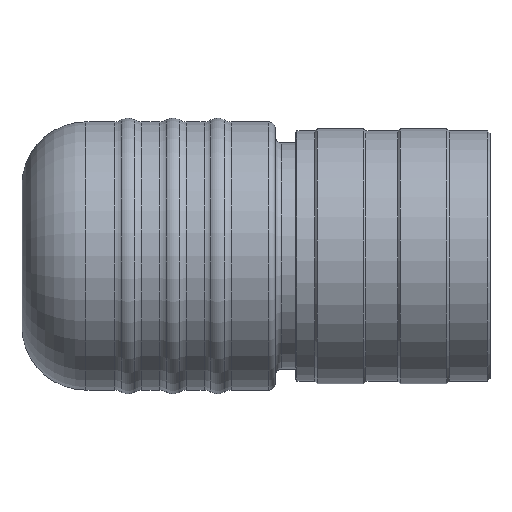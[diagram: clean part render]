
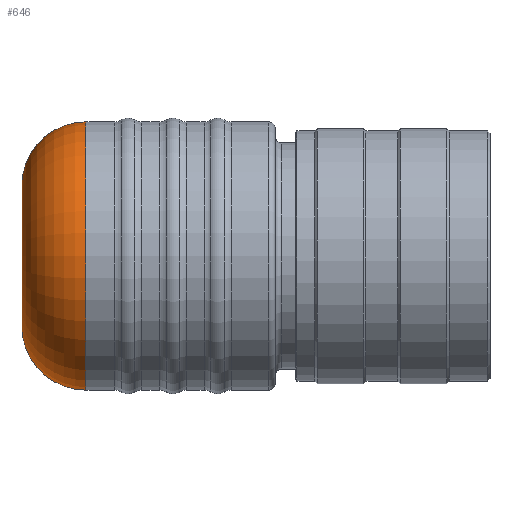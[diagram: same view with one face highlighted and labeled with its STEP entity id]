
A CAD part, top view. The second image highlights one B-rep face of the part: STEP entity #646.
In plain terms, the highlighted toroidal (fillet/blend) face has major radius 5.5 mm and minor radius 5 mm.
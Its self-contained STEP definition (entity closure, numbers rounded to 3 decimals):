
#125=TOROIDAL_SURFACE('',#2654,5.5,5.);
#254=FACE_OUTER_BOUND('',#982,.T.);
#646=ADVANCED_FACE('',(#254),#125,.T.);
#982=EDGE_LOOP('',(#1307,#1308,#1309,#1310));
#1307=ORIENTED_EDGE('',*,*,#2157,.T.);
#1308=ORIENTED_EDGE('',*,*,#2151,.F.);
#1309=ORIENTED_EDGE('',*,*,#2158,.F.);
#1310=ORIENTED_EDGE('',*,*,#2112,.F.);
#1873=VERTEX_POINT('',#3868);
#1876=VERTEX_POINT('',#3879);
#1919=VERTEX_POINT('',#4171);
#1920=VERTEX_POINT('',#4173);
#2112=EDGE_CURVE('',#1873,#1876,#2410,.T.);
#2151=EDGE_CURVE('',#1919,#1920,#2427,.T.);
#2157=EDGE_CURVE('',#1873,#1920,#2433,.T.);
#2158=EDGE_CURVE('',#1876,#1919,#2434,.T.);
#2410=CIRCLE('',#2616,10.5);
#2427=CIRCLE('',#2642,5.5);
#2433=CIRCLE('',#2651,5.);
#2434=CIRCLE('',#2653,5.);
#2616=AXIS2_PLACEMENT_3D('',#3913,#3053,#3054);
#2642=AXIS2_PLACEMENT_3D('',#4172,#3117,#3118);
#2651=AXIS2_PLACEMENT_3D('',#4184,#3135,#3136);
#2653=AXIS2_PLACEMENT_3D('',#4186,#3139,#3140);
#2654=AXIS2_PLACEMENT_3D('',#4187,#3141,#3142);
#3053=DIRECTION('',(1.,0.,0.));
#3054=DIRECTION('',(0.,-1.,0.));
#3117=DIRECTION('',(-1.,0.,0.));
#3118=DIRECTION('',(0.,-1.,0.));
#3135=DIRECTION('',(0.,0.122,0.993));
#3136=DIRECTION('',(0.,0.993,-0.122));
#3139=DIRECTION('',(0.,0.122,-0.993));
#3140=DIRECTION('',(0.,-0.993,-0.122));
#3141=DIRECTION('',(1.,0.,0.));
#3142=DIRECTION('',(0.,-1.,0.));
#3868=CARTESIAN_POINT('',(-5.5,10.422,-1.278));
#3879=CARTESIAN_POINT('',(-5.5,-10.422,-1.278));
#3913=CARTESIAN_POINT('',(-5.5,0.,0.));
#4171=CARTESIAN_POINT('',(-10.5,-5.459,-0.67));
#4172=CARTESIAN_POINT('',(-10.5,0.,0.));
#4173=CARTESIAN_POINT('',(-10.5,5.459,-0.67));
#4184=CARTESIAN_POINT('',(-5.5,5.459,-0.67));
#4186=CARTESIAN_POINT('',(-5.5,-5.459,-0.67));
#4187=CARTESIAN_POINT('',(-5.5,0.,0.));
